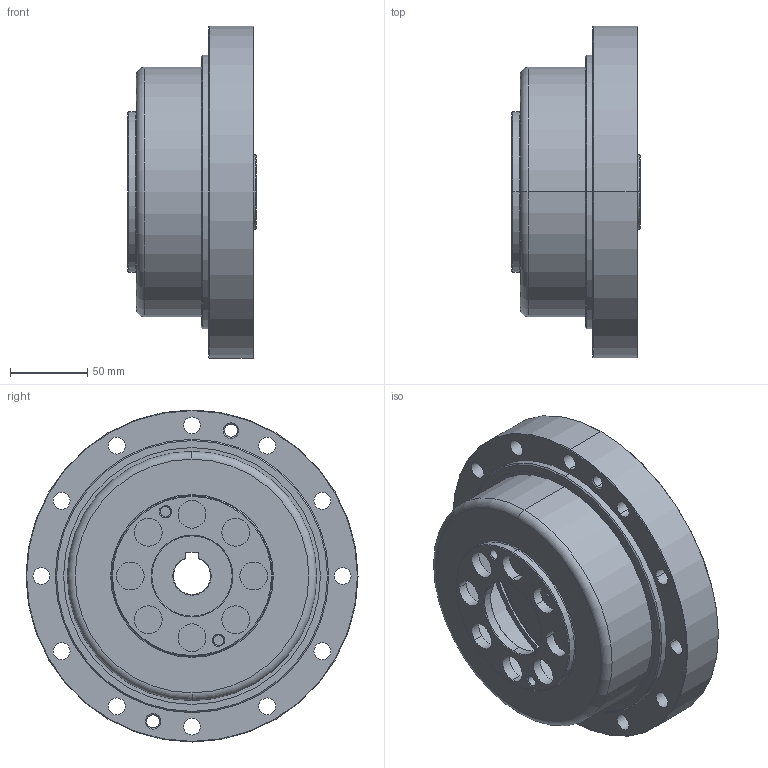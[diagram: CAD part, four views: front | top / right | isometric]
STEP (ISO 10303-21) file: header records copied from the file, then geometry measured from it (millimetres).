
FILE_DESCRIPTION(('no description'),'unknown implementation level');
FILE_NAME('HFUC_65_50_2A_GR_1.stp',' ',('Harmonic Drive AG'),('CADClick - KiM GmbH - www.kimweb.de'),'unknown preprocess','ACIS','unknown authorization');
FILE_SCHEMA(('CONFIG_CONTROL_DESIGN'));
Length unit declared in the file: millimetre
Products named in the file (28): 1; 2; 3; 4; 5; 6; 7; 8; 9; 10; 11; 12; 13; 14; 15; 16; 17; 18; 19; 20; 21; 22; 23; 24; 25; 26; 27; 28
Bounding box: 83 x 215 x 215 mm (x, y, z)
Volume: 967115.1 mm3; surface area: 297332.5 mm2
Topology: 28 solids, 28 shells, 214 faces, 550 edges, 311 vertices
Faces by surface type: cylinder 94, sphere 46, cone 36, plane 24, torus 14
Entity records: 7339 total; most frequent: DIRECTION 1255, CARTESIAN_POINT 1019, ORIENTED_EDGE 916, AXIS2_PLACEMENT_3D 559, EDGE_CURVE 458, CIRCLE 317, VERTEX_POINT 311, EDGE_LOOP 283
